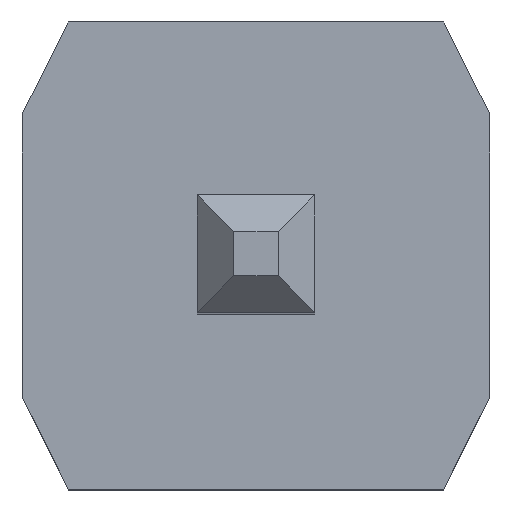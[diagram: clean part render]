
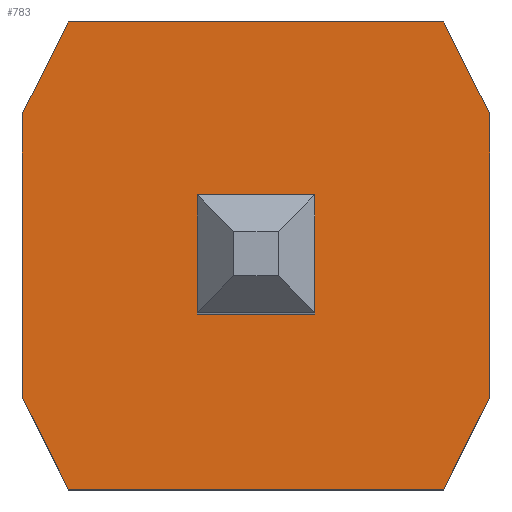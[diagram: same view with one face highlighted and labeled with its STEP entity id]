
A CAD part, top view. The second image highlights one B-rep face of the part: STEP entity #783.
In plain terms, the highlighted face is planar.
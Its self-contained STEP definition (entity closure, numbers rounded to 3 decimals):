
#52=ORIENTED_EDGE('',*,*,#202,.T.);
#53=ORIENTED_EDGE('',*,*,#203,.T.);
#54=ORIENTED_EDGE('',*,*,#204,.T.);
#55=ORIENTED_EDGE('',*,*,#205,.T.);
#56=ORIENTED_EDGE('',*,*,#206,.T.);
#57=ORIENTED_EDGE('',*,*,#207,.T.);
#58=ORIENTED_EDGE('',*,*,#198,.T.);
#59=ORIENTED_EDGE('',*,*,#208,.T.);
#60=ORIENTED_EDGE('',*,*,#209,.F.);
#61=ORIENTED_EDGE('',*,*,#210,.T.);
#62=ORIENTED_EDGE('',*,*,#196,.F.);
#63=ORIENTED_EDGE('',*,*,#211,.T.);
#196=EDGE_CURVE('',#270,#271,#320,.T.);
#198=EDGE_CURVE('',#272,#273,#322,.T.);
#202=EDGE_CURVE('',#276,#277,#326,.T.);
#203=EDGE_CURVE('',#277,#278,#327,.T.);
#204=EDGE_CURVE('',#278,#279,#328,.T.);
#205=EDGE_CURVE('',#279,#276,#329,.T.);
#206=EDGE_CURVE('',#280,#281,#330,.T.);
#207=EDGE_CURVE('',#281,#272,#331,.T.);
#208=EDGE_CURVE('',#273,#282,#332,.T.);
#209=EDGE_CURVE('',#283,#282,#333,.T.);
#210=EDGE_CURVE('',#283,#271,#334,.T.);
#211=EDGE_CURVE('',#270,#280,#335,.T.);
#270=VERTEX_POINT('',#1037);
#271=VERTEX_POINT('',#1039);
#272=VERTEX_POINT('',#1043);
#273=VERTEX_POINT('',#1044);
#276=VERTEX_POINT('',#1052);
#277=VERTEX_POINT('',#1053);
#278=VERTEX_POINT('',#1055);
#279=VERTEX_POINT('',#1057);
#280=VERTEX_POINT('',#1060);
#281=VERTEX_POINT('',#1061);
#282=VERTEX_POINT('',#1064);
#283=VERTEX_POINT('',#1066);
#320=LINE('',#1038,#396);
#322=LINE('',#1042,#398);
#326=LINE('',#1051,#402);
#327=LINE('',#1054,#403);
#328=LINE('',#1056,#404);
#329=LINE('',#1058,#405);
#330=LINE('',#1059,#406);
#331=LINE('',#1062,#407);
#332=LINE('',#1063,#408);
#333=LINE('',#1065,#409);
#334=LINE('',#1067,#410);
#335=LINE('',#1068,#411);
#396=VECTOR('',#880,1000.);
#398=VECTOR('',#884,1000.);
#402=VECTOR('',#890,1000.);
#403=VECTOR('',#891,1000.);
#404=VECTOR('',#892,1000.);
#405=VECTOR('',#893,1000.);
#406=VECTOR('',#894,1000.);
#407=VECTOR('',#895,1000.);
#408=VECTOR('',#896,1000.);
#409=VECTOR('',#897,1000.);
#410=VECTOR('',#898,1000.);
#411=VECTOR('',#899,1000.);
#458=EDGE_LOOP('',(#52,#53,#54,#55));
#459=EDGE_LOOP('',(#56,#57,#58,#59,#60,#61,#62,#63));
#492=FACE_BOUND('',#458,.T.);
#493=FACE_BOUND('',#459,.T.);
#525=PLANE('',#822);
#783=ADVANCED_FACE('',(#492,#493),#525,.T.);
#822=AXIS2_PLACEMENT_3D('',#1050,#888,#889);
#880=DIRECTION('',(-1.,0.,0.));
#884=DIRECTION('',(-1.,0.,0.));
#888=DIRECTION('',(0.,1.,0.));
#889=DIRECTION('',(0.,0.,1.));
#890=DIRECTION('',(1.,0.,0.));
#891=DIRECTION('',(0.,0.,1.));
#892=DIRECTION('',(-1.,0.,0.));
#893=DIRECTION('',(0.,0.,-1.));
#894=DIRECTION('',(0.,0.,-1.));
#895=DIRECTION('',(-0.447,0.,-0.894));
#896=DIRECTION('',(-0.447,0.,0.894));
#897=DIRECTION('',(0.,0.,-1.));
#898=DIRECTION('',(0.447,0.,0.894));
#899=DIRECTION('',(0.447,0.,-0.894));
#1037=CARTESIAN_POINT('',(1.02,1.27,1.27));
#1038=CARTESIAN_POINT('',(1.27,1.27,1.27));
#1039=CARTESIAN_POINT('',(-1.02,1.27,1.27));
#1042=CARTESIAN_POINT('',(1.27,1.27,-1.27));
#1043=CARTESIAN_POINT('',(1.02,1.27,-1.27));
#1044=CARTESIAN_POINT('',(-1.02,1.27,-1.27));
#1050=CARTESIAN_POINT('',(1.27,1.27,1.27));
#1051=CARTESIAN_POINT('',(-0.32,1.27,-0.32));
#1052=CARTESIAN_POINT('',(-0.32,1.27,-0.32));
#1053=CARTESIAN_POINT('',(0.32,1.27,-0.32));
#1054=CARTESIAN_POINT('',(0.32,1.27,-0.32));
#1055=CARTESIAN_POINT('',(0.32,1.27,0.32));
#1056=CARTESIAN_POINT('',(0.32,1.27,0.32));
#1057=CARTESIAN_POINT('',(-0.32,1.27,0.32));
#1058=CARTESIAN_POINT('',(-0.32,1.27,0.32));
#1059=CARTESIAN_POINT('',(1.27,1.27,1.27));
#1060=CARTESIAN_POINT('',(1.27,1.27,0.77));
#1061=CARTESIAN_POINT('',(1.27,1.27,-0.77));
#1062=CARTESIAN_POINT('',(1.27,1.27,-0.77));
#1063=CARTESIAN_POINT('',(-1.02,1.27,-1.27));
#1064=CARTESIAN_POINT('',(-1.27,1.27,-0.77));
#1065=CARTESIAN_POINT('',(-1.27,1.27,1.27));
#1066=CARTESIAN_POINT('',(-1.27,1.27,0.77));
#1067=CARTESIAN_POINT('',(-1.27,1.27,0.77));
#1068=CARTESIAN_POINT('',(1.02,1.27,1.27));
